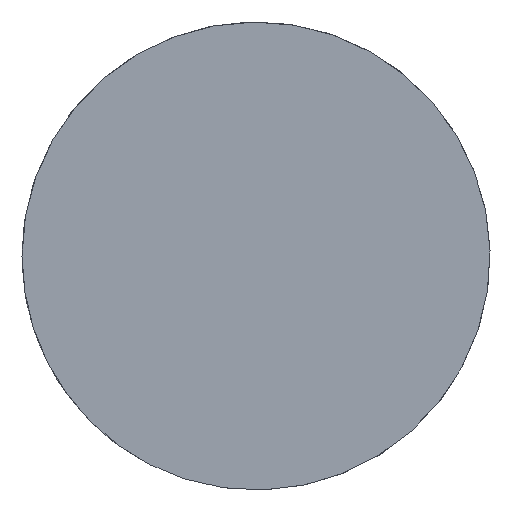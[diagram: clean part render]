
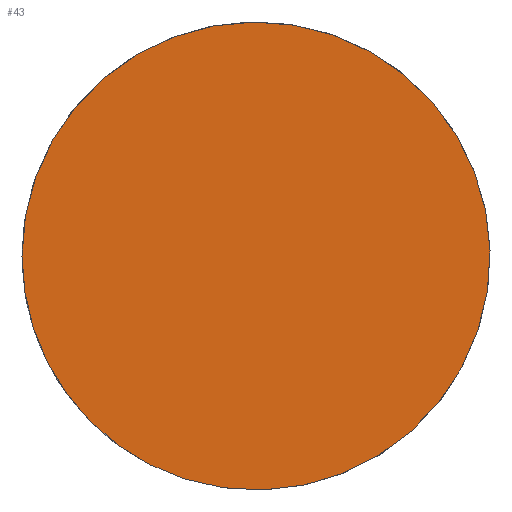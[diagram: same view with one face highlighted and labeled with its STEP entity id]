
A CAD part, left-side view. The second image highlights one B-rep face of the part: STEP entity #43.
In plain terms, the highlighted planar face has unit normal (-1, 0, 0).
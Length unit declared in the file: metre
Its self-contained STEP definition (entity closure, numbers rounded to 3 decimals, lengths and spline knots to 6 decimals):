
#24=ORIENTED_EDGE('',*,*,#26,.F.);
#26=EDGE_CURVE('',#28,#28,#30,.T.);
#28=VERTEX_POINT('',#80);
#30=CIRCLE('',#60,0.000691);
#34=EDGE_LOOP('',(#24));
#38=FACE_BOUND('',#34,.T.);
#40=PLANE('',#61);
#43=ADVANCED_FACE('',(#38),#40,.T.);
#60=AXIS2_PLACEMENT_3D('',#79,#70,#71);
#61=AXIS2_PLACEMENT_3D('',#81,#72,#73);
#70=DIRECTION('',(1.,0.,0.));
#71=DIRECTION('',(0.,1.,0.));
#72=DIRECTION('',(-1.,0.,0.));
#73=DIRECTION('',(0.,1.,0.));
#79=CARTESIAN_POINT('',(-0.040842,-0.154154,0.040859));
#80=CARTESIAN_POINT('',(-0.040842,-0.153463,0.040859));
#81=CARTESIAN_POINT('',(-0.040842,-0.207004,0.026697));
